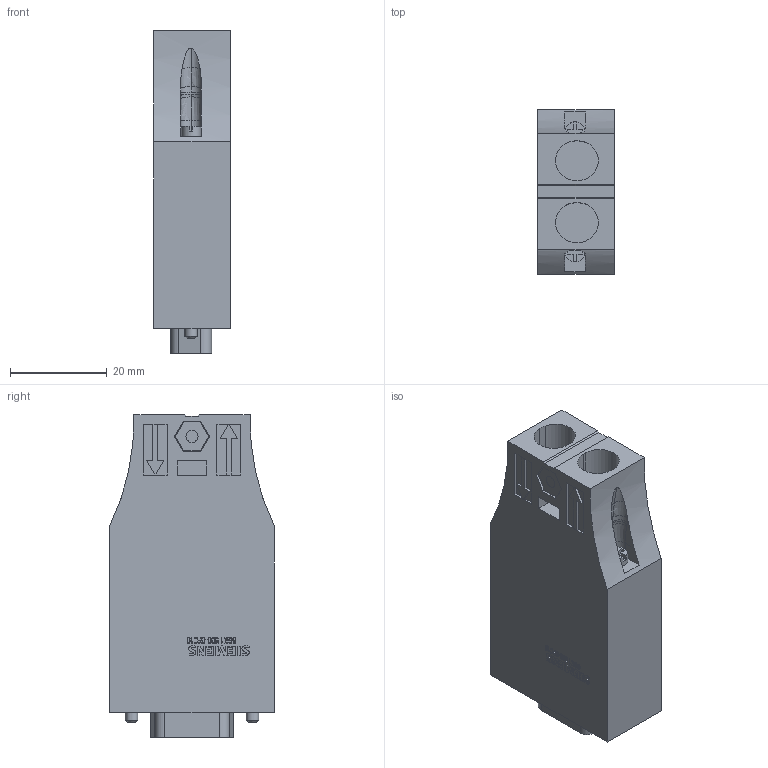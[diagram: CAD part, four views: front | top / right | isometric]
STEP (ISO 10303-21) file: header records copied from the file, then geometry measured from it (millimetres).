
FILE_DESCRIPTION(/* description */ (''),/* implementation_level */ '2;1');
FILE_NAME(/* name */ '6gk15000fc10_001_3d.stp',/* time_stamp */ '2010-09-09T10:49:57+02:00',/* author */ ('A. Garai'),/* organization */ ('Siemens'),/* preprocessor_version */ 'ST-DEVELOPER v11',/* originating_system */ 'SIEMENS UGS NX 6.0',/* authorisation */ '');
FILE_SCHEMA (('AUTOMOTIVE_DESIGN { 1 0 10303 214 1 1 1 1 }'));
Length unit declared in the file: millimetre
Products named in the file (3): A5E30209061A_001; A5E30204514A_001; A5E30204518A_001
Assembly tree (2 placements, depth 2):
  A5E30204518A_001
    A5E30204514A_001
    A5E30209061A_001
Bounding box: 16 x 34 x 66.75 mm (x, y, z)
Volume: 29016.1 mm3; surface area: 11289 mm2
Topology: 50 solids, 50 shells, 1182 faces, 3090 edges, 2046 vertices
Faces by surface type: plane 1034, cylinder 89, extrusion 45, bspline 8, revolution 4, cone 2
Full cylindrical faces by diameter (mm): 0.7 x5, 0.8 x4, 2.5 x2, 2.6 x4, 3 x1, 4 x2, 5.462 x1, 6 x1
Entity records: 39978 total; most frequent: CARTESIAN_POINT 10633, ORIENTED_EDGE 6114, DIRECTION 5421, EDGE_CURVE 3057, VECTOR 2753, LINE 2708, VERTEX_POINT 2035, AXIS2_PLACEMENT_3D 1332
